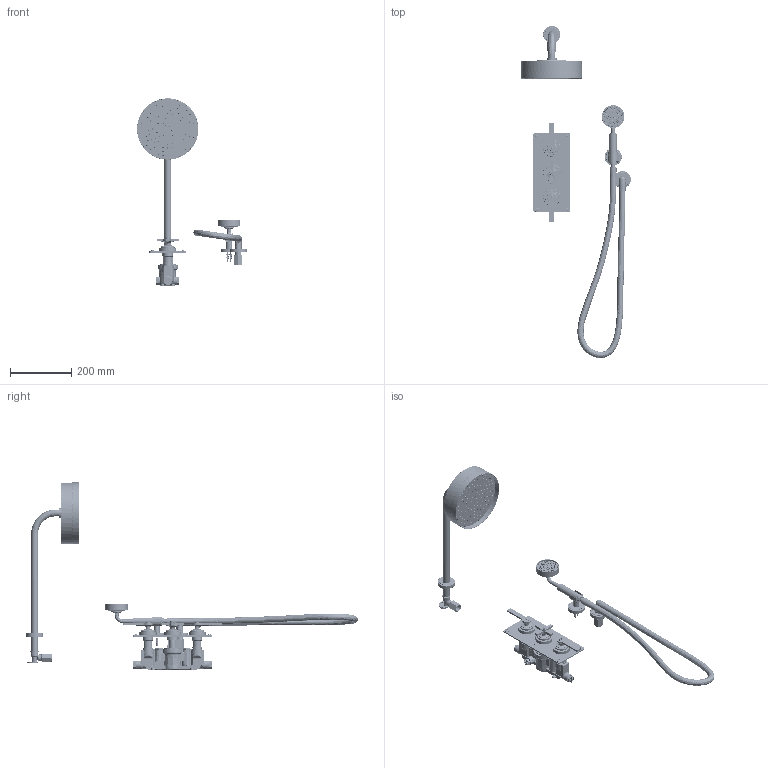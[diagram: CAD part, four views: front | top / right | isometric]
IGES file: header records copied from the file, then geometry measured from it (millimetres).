
Global section: file name: V7B2A-XF; native system: Autodesk Inventor 2018; preprocessor: unknown; author: rclarke; date: 20190716.112103; units: millimetre
Bounding box: 357.92 x 1082.42 x 610.7 mm (x, y, z)
Volume: 2459731.9 mm3; surface area: 858562.1 mm2
Topology: 137 solids, 152 shells, 6564 faces, 17562 edges, 11994 vertices
Faces by surface type: bspline 6564
